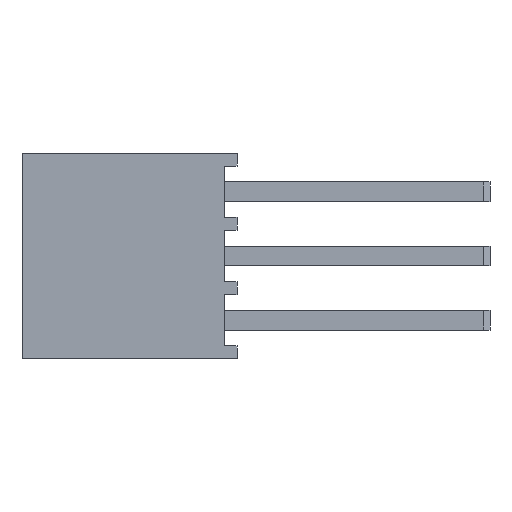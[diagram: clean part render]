
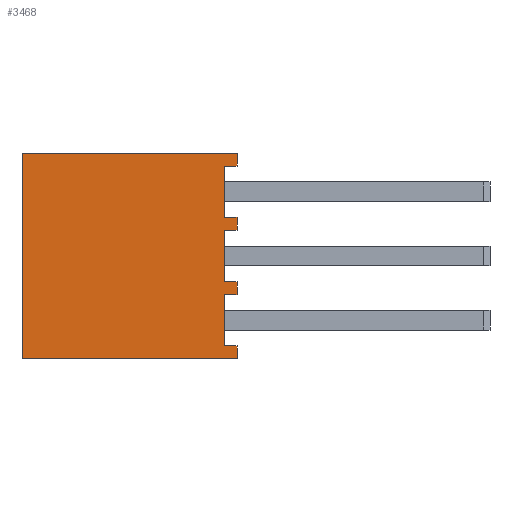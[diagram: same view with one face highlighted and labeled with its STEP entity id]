
A CAD part, left-side view. The second image highlights one B-rep face of the part: STEP entity #3468.
In plain terms, the highlighted planar face has unit normal (-1, 0, 0).
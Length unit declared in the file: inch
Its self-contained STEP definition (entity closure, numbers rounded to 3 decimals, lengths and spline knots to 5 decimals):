
#17 = CARTESIAN_POINT ( 'NONE',  ( -0.0475, 0.02, -0.14 ) ) ;
#18 = EDGE_CURVE ( 'NONE', #1064, #3597, #728, .T. ) ;
#29 = PLANE ( 'NONE',  #324 ) ;
#56 = DIRECTION ( 'NONE',  ( 1., 0., 0. ) ) ;
#59 = DIRECTION ( 'NONE',  ( 0., 0., 1. ) ) ;
#63 = ORIENTED_EDGE ( 'NONE', *, *, #2163, .F. ) ;
#67 = CARTESIAN_POINT ( 'NONE',  ( -0.0475, 0., 0.16 ) ) ;
#94 = LINE ( 'NONE', #2069, #1869 ) ;
#116 = DIRECTION ( 'NONE',  ( 0., 1., 0. ) ) ;
#149 = VECTOR ( 'NONE', #1338, 39.37008 ) ;
#160 = EDGE_CURVE ( 'NONE', #693, #599, #2107, .T. ) ;
#205 = DIRECTION ( 'NONE',  ( 0., 0., 1. ) ) ;
#238 = CARTESIAN_POINT ( 'NONE',  ( -0.0475, 0., -0.06 ) ) ;
#270 = CARTESIAN_POINT ( 'NONE',  ( -0.0475, 0.02, 0.06 ) ) ;
#324 = AXIS2_PLACEMENT_3D ( 'NONE', #370, #56, #601 ) ;
#353 = EDGE_CURVE ( 'NONE', #2386, #2580, #2358, .T. ) ;
#357 = VECTOR ( 'NONE', #2583, 39.37008 ) ;
#370 = CARTESIAN_POINT ( 'NONE',  ( -0.0475, 0.335, -0.16 ) ) ;
#386 = CARTESIAN_POINT ( 'NONE',  ( -0.0475, 0.335, 0.16 ) ) ;
#401 = DIRECTION ( 'NONE',  ( 0., 0., -1. ) ) ;
#522 = ORIENTED_EDGE ( 'NONE', *, *, #160, .F. ) ;
#540 = DIRECTION ( 'NONE',  ( 0., 0., 1. ) ) ;
#547 = DIRECTION ( 'NONE',  ( 0., 0., 1. ) ) ;
#556 = VECTOR ( 'NONE', #1665, 39.37008 ) ;
#599 = VERTEX_POINT ( 'NONE', #2889 ) ;
#601 = DIRECTION ( 'NONE',  ( 0., 0., -1. ) ) ;
#604 = DIRECTION ( 'NONE',  ( 0., 0., -1. ) ) ;
#634 = VECTOR ( 'NONE', #1916, 39.37008 ) ;
#636 = DIRECTION ( 'NONE',  ( 0., -1., 0. ) ) ;
#659 = VECTOR ( 'NONE', #205, 39.37008 ) ;
#693 = VERTEX_POINT ( 'NONE', #3482 ) ;
#705 = EDGE_CURVE ( 'NONE', #3597, #1209, #3274, .T. ) ;
#728 = LINE ( 'NONE', #1396, #2152 ) ;
#779 = CARTESIAN_POINT ( 'NONE',  ( -0.0475, 0.02, 0.14 ) ) ;
#819 = ORIENTED_EDGE ( 'NONE', *, *, #3287, .F. ) ;
#836 = LINE ( 'NONE', #1440, #891 ) ;
#867 = VERTEX_POINT ( 'NONE', #3008 ) ;
#882 = EDGE_CURVE ( 'NONE', #867, #1951, #3495, .T. ) ;
#891 = VECTOR ( 'NONE', #1731, 39.37008 ) ;
#922 = LINE ( 'NONE', #1867, #1307 ) ;
#960 = ORIENTED_EDGE ( 'NONE', *, *, #3273, .T. ) ;
#1005 = VERTEX_POINT ( 'NONE', #1343 ) ;
#1064 = VERTEX_POINT ( 'NONE', #3119 ) ;
#1108 = CARTESIAN_POINT ( 'NONE',  ( -0.0475, 0., -0.04 ) ) ;
#1209 = VERTEX_POINT ( 'NONE', #67 ) ;
#1297 = EDGE_CURVE ( 'NONE', #3620, #693, #3386, .T. ) ;
#1307 = VECTOR ( 'NONE', #547, 39.37008 ) ;
#1338 = DIRECTION ( 'NONE',  ( 0., -1., 0. ) ) ;
#1343 = CARTESIAN_POINT ( 'NONE',  ( -0.0475, 0.02, -0.06 ) ) ;
#1350 = CARTESIAN_POINT ( 'NONE',  ( -0.0475, 0., -0.16 ) ) ;
#1362 = LINE ( 'NONE', #3195, #2394 ) ;
#1396 = CARTESIAN_POINT ( 'NONE',  ( -0.0475, 0.335, -0.16 ) ) ;
#1440 = CARTESIAN_POINT ( 'NONE',  ( -0.0475, 0.335, -0.16 ) ) ;
#1508 = VERTEX_POINT ( 'NONE', #17 ) ;
#1531 = CARTESIAN_POINT ( 'NONE',  ( -0.0475, 0.02, 0.04 ) ) ;
#1581 = VERTEX_POINT ( 'NONE', #270 ) ;
#1590 = ORIENTED_EDGE ( 'NONE', *, *, #1676, .F. ) ;
#1613 = VECTOR ( 'NONE', #3415, 39.37008 ) ;
#1665 = DIRECTION ( 'NONE',  ( 0., 0., 1. ) ) ;
#1676 = EDGE_CURVE ( 'NONE', #1005, #1508, #94, .T. ) ;
#1731 = DIRECTION ( 'NONE',  ( 0., -1., 0. ) ) ;
#1732 = LINE ( 'NONE', #1972, #2794 ) ;
#1760 = VERTEX_POINT ( 'NONE', #2079 ) ;
#1762 = LINE ( 'NONE', #1350, #556 ) ;
#1767 = CARTESIAN_POINT ( 'NONE',  ( -0.0475, 0.335, 0.16 ) ) ;
#1818 = FACE_OUTER_BOUND ( 'NONE', #2271, .T. ) ;
#1828 = ORIENTED_EDGE ( 'NONE', *, *, #18, .F. ) ;
#1840 = ORIENTED_EDGE ( 'NONE', *, *, #2636, .T. ) ;
#1867 = CARTESIAN_POINT ( 'NONE',  ( -0.0475, 0., -0.16 ) ) ;
#1869 = VECTOR ( 'NONE', #604, 39.37008 ) ;
#1916 = DIRECTION ( 'NONE',  ( 0., 1., 0. ) ) ;
#1925 = CARTESIAN_POINT ( 'NONE',  ( -0.0475, 0., -0.14 ) ) ;
#1949 = DIRECTION ( 'NONE',  ( 0., 1., 0. ) ) ;
#1951 = VERTEX_POINT ( 'NONE', #779 ) ;
#1972 = CARTESIAN_POINT ( 'NONE',  ( -0.0475, 0., -0.06 ) ) ;
#2068 = VERTEX_POINT ( 'NONE', #3358 ) ;
#2069 = CARTESIAN_POINT ( 'NONE',  ( -0.0475, 0.02, -0.06 ) ) ;
#2079 = CARTESIAN_POINT ( 'NONE',  ( -0.0475, 0., 0.04 ) ) ;
#2090 = VERTEX_POINT ( 'NONE', #238 ) ;
#2107 = LINE ( 'NONE', #1108, #1613 ) ;
#2123 = VECTOR ( 'NONE', #401, 39.37008 ) ;
#2133 = VECTOR ( 'NONE', #116, 39.37008 ) ;
#2152 = VECTOR ( 'NONE', #540, 39.37008 ) ;
#2163 = EDGE_CURVE ( 'NONE', #1581, #2068, #2522, .T. ) ;
#2189 = CARTESIAN_POINT ( 'NONE',  ( -0.0475, 0., 0.14 ) ) ;
#2265 = LINE ( 'NONE', #3247, #2133 ) ;
#2271 = EDGE_LOOP ( 'NONE', ( #2385, #3030, #3632, #3179, #1828, #2282, #3221, #819, #1590, #3317, #960, #522, #3489, #2957, #1840, #63 ) ) ;
#2282 = ORIENTED_EDGE ( 'NONE', *, *, #3411, .T. ) ;
#2358 = LINE ( 'NONE', #3585, #659 ) ;
#2378 = EDGE_CURVE ( 'NONE', #867, #1209, #922, .T. ) ;
#2385 = ORIENTED_EDGE ( 'NONE', *, *, #2445, .F. ) ;
#2386 = VERTEX_POINT ( 'NONE', #2786 ) ;
#2394 = VECTOR ( 'NONE', #59, 39.37008 ) ;
#2445 = EDGE_CURVE ( 'NONE', #1951, #1581, #3559, .T. ) ;
#2522 = LINE ( 'NONE', #3174, #357 ) ;
#2542 = LINE ( 'NONE', #1925, #149 ) ;
#2580 = VERTEX_POINT ( 'NONE', #2819 ) ;
#2583 = DIRECTION ( 'NONE',  ( 0., -1., 0. ) ) ;
#2636 = EDGE_CURVE ( 'NONE', #1760, #2068, #1362, .T. ) ;
#2786 = CARTESIAN_POINT ( 'NONE',  ( -0.0475, 0., -0.16 ) ) ;
#2794 = VECTOR ( 'NONE', #1949, 39.37008 ) ;
#2819 = CARTESIAN_POINT ( 'NONE',  ( -0.0475, 0., -0.14 ) ) ;
#2864 = CARTESIAN_POINT ( 'NONE',  ( -0.0475, 0.02, 0.04 ) ) ;
#2889 = CARTESIAN_POINT ( 'NONE',  ( -0.0475, 0., -0.04 ) ) ;
#2957 = ORIENTED_EDGE ( 'NONE', *, *, #3608, .F. ) ;
#2969 = CARTESIAN_POINT ( 'NONE',  ( -0.0475, 0.02, 0.14 ) ) ;
#3008 = CARTESIAN_POINT ( 'NONE',  ( -0.0475, 0., 0.14 ) ) ;
#3030 = ORIENTED_EDGE ( 'NONE', *, *, #882, .F. ) ;
#3098 = VECTOR ( 'NONE', #636, 39.37008 ) ;
#3119 = CARTESIAN_POINT ( 'NONE',  ( -0.0475, 0.335, -0.16 ) ) ;
#3174 = CARTESIAN_POINT ( 'NONE',  ( -0.0475, 0., 0.06 ) ) ;
#3175 = VECTOR ( 'NONE', #3183, 39.37008 ) ;
#3179 = ORIENTED_EDGE ( 'NONE', *, *, #705, .F. ) ;
#3183 = DIRECTION ( 'NONE',  ( 0., 0., -1. ) ) ;
#3195 = CARTESIAN_POINT ( 'NONE',  ( -0.0475, 0., -0.16 ) ) ;
#3221 = ORIENTED_EDGE ( 'NONE', *, *, #353, .T. ) ;
#3247 = CARTESIAN_POINT ( 'NONE',  ( -0.0475, 0., 0.04 ) ) ;
#3273 = EDGE_CURVE ( 'NONE', #2090, #599, #1762, .T. ) ;
#3274 = LINE ( 'NONE', #386, #3098 ) ;
#3287 = EDGE_CURVE ( 'NONE', #1508, #2580, #2542, .T. ) ;
#3317 = ORIENTED_EDGE ( 'NONE', *, *, #3416, .F. ) ;
#3358 = CARTESIAN_POINT ( 'NONE',  ( -0.0475, 0., 0.06 ) ) ;
#3386 = LINE ( 'NONE', #2864, #3175 ) ;
#3411 = EDGE_CURVE ( 'NONE', #1064, #2386, #836, .T. ) ;
#3415 = DIRECTION ( 'NONE',  ( 0., -1., 0. ) ) ;
#3416 = EDGE_CURVE ( 'NONE', #2090, #1005, #1732, .T. ) ;
#3468 = ADVANCED_FACE ( 'NONE', ( #1818 ), #29, .F. ) ;
#3482 = CARTESIAN_POINT ( 'NONE',  ( -0.0475, 0.02, -0.04 ) ) ;
#3489 = ORIENTED_EDGE ( 'NONE', *, *, #1297, .F. ) ;
#3495 = LINE ( 'NONE', #2189, #634 ) ;
#3559 = LINE ( 'NONE', #2969, #2123 ) ;
#3585 = CARTESIAN_POINT ( 'NONE',  ( -0.0475, 0., -0.16 ) ) ;
#3597 = VERTEX_POINT ( 'NONE', #1767 ) ;
#3608 = EDGE_CURVE ( 'NONE', #1760, #3620, #2265, .T. ) ;
#3620 = VERTEX_POINT ( 'NONE', #1531 ) ;
#3632 = ORIENTED_EDGE ( 'NONE', *, *, #2378, .T. ) ;
